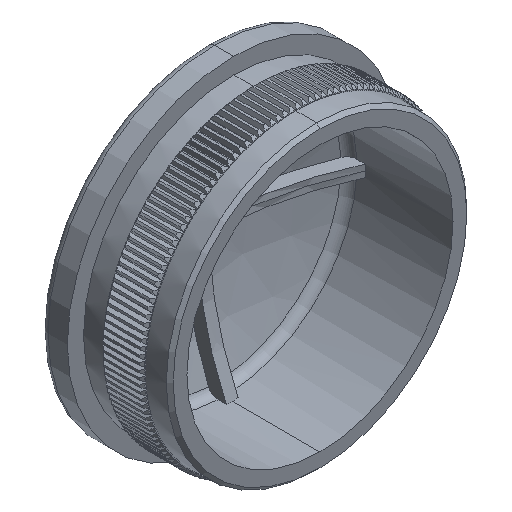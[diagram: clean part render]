
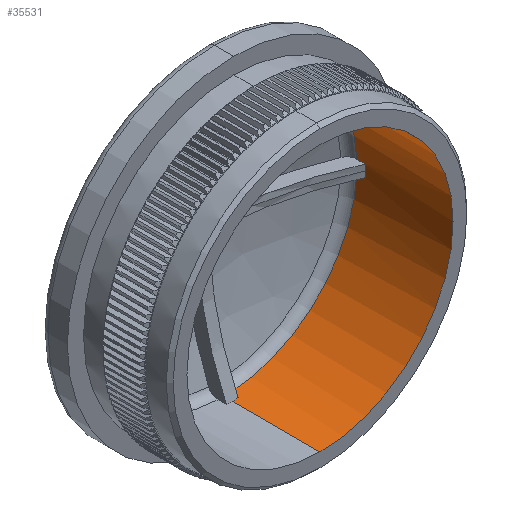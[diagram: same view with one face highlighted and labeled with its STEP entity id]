
A CAD part, isometric view. The second image highlights one B-rep face of the part: STEP entity #35531.
In plain terms, the highlighted cylindrical face has radius 19.3 mm (diameter 38.6 mm), a partial arc.
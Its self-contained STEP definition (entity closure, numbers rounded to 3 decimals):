
#932 = ORIENTED_EDGE ( 'NONE', *, *, #1360, .F. ) ;
#1103 = EDGE_CURVE ( 'NONE', #11177, #27386, #42364, .T. ) ;
#1360 = EDGE_CURVE ( 'NONE', #20731, #2122, #19690, .T. ) ;
#1682 = DIRECTION ( 'NONE',  ( 0., 1., 0. ) ) ;
#2052 = VECTOR ( 'NONE', #23931, 1000. ) ;
#2122 = VERTEX_POINT ( 'NONE', #25607 ) ;
#2320 = AXIS2_PLACEMENT_3D ( 'NONE', #9051, #5528, #25619 ) ;
#2562 = DIRECTION ( 'NONE',  ( 0., 0., -1. ) ) ;
#2867 = VECTOR ( 'NONE', #26014, 1000. ) ;
#3583 = CARTESIAN_POINT ( 'NONE',  ( 0., 18.97, 0. ) ) ;
#3937 = CARTESIAN_POINT ( 'NONE',  ( 0.85, 13.935, 19.281 ) ) ;
#4350 = DIRECTION ( 'NONE',  ( 0., 0., -1. ) ) ;
#4383 = CARTESIAN_POINT ( 'NONE',  ( 0., 12.733, 0. ) ) ;
#4763 = CARTESIAN_POINT ( 'NONE',  ( 0.85, 13.935, -19.281 ) ) ;
#5137 = EDGE_CURVE ( 'NONE', #12982, #13181, #13498, .T. ) ;
#5528 = DIRECTION ( 'NONE',  ( 0., -1., 0. ) ) ;
#5631 = LINE ( 'NONE', #19216, #2867 ) ;
#5700 = CARTESIAN_POINT ( 'NONE',  ( 19.3, 12.733, 0. ) ) ;
#5714 = DIRECTION ( 'NONE',  ( 0., -1., 0. ) ) ;
#6786 = DIRECTION ( 'NONE',  ( 0., 0., -1. ) ) ;
#7091 = AXIS2_PLACEMENT_3D ( 'NONE', #42317, #21556, #4350 ) ;
#7847 = EDGE_CURVE ( 'NONE', #29631, #41978, #25721, .T. ) ;
#8203 = DIRECTION ( 'NONE',  ( 0., -1., 0. ) ) ;
#8351 = VERTEX_POINT ( 'NONE', #4763 ) ;
#8960 = AXIS2_PLACEMENT_3D ( 'NONE', #3583, #23682, #20355 ) ;
#9028 = EDGE_CURVE ( 'NONE', #12982, #8351, #11117, .T. ) ;
#9051 = CARTESIAN_POINT ( 'NONE',  ( 0., 12.733, 0. ) ) ;
#9210 = EDGE_CURVE ( 'NONE', #41978, #27386, #36964, .T. ) ;
#9229 = ORIENTED_EDGE ( 'NONE', *, *, #42437, .T. ) ;
#9591 = ORIENTED_EDGE ( 'NONE', *, *, #14373, .T. ) ;
#9697 = ORIENTED_EDGE ( 'NONE', *, *, #9028, .T. ) ;
#10249 = CARTESIAN_POINT ( 'NONE',  ( 19.281, 21.971, -0.85 ) ) ;
#10269 = EDGE_CURVE ( 'NONE', #39886, #11177, #28277, .T. ) ;
#11117 = CIRCLE ( 'NONE', #36388, 19.3 ) ;
#11177 = VERTEX_POINT ( 'NONE', #40095 ) ;
#11708 = VERTEX_POINT ( 'NONE', #3937 ) ;
#12173 = EDGE_CURVE ( 'NONE', #20517, #2122, #17909, .T. ) ;
#12982 = VERTEX_POINT ( 'NONE', #28193 ) ;
#13047 = EDGE_CURVE ( 'NONE', #39886, #39580, #19984, .T. ) ;
#13145 = ORIENTED_EDGE ( 'NONE', *, *, #1103, .T. ) ;
#13181 = VERTEX_POINT ( 'NONE', #15505 ) ;
#13267 = ORIENTED_EDGE ( 'NONE', *, *, #12173, .T. ) ;
#13498 = LINE ( 'NONE', #10249, #2052 ) ;
#14133 = DIRECTION ( 'NONE',  ( 0., -1., 0. ) ) ;
#14373 = EDGE_CURVE ( 'NONE', #8351, #39580, #37752, .T. ) ;
#15051 = ORIENTED_EDGE ( 'NONE', *, *, #10269, .T. ) ;
#15505 = CARTESIAN_POINT ( 'NONE',  ( 19.281, 12.733, -0.85 ) ) ;
#15862 = VECTOR ( 'NONE', #5714, 1000. ) ;
#15909 = CARTESIAN_POINT ( 'NONE',  ( 0., 0., 0. ) ) ;
#16782 = VECTOR ( 'NONE', #14133, 1000. ) ;
#17909 = LINE ( 'NONE', #39236, #31868 ) ;
#18351 = ORIENTED_EDGE ( 'NONE', *, *, #30775, .F. ) ;
#18368 = CARTESIAN_POINT ( 'NONE',  ( 0., 13.935, 0. ) ) ;
#18406 = DIRECTION ( 'NONE',  ( 0., -1., 0. ) ) ;
#19216 = CARTESIAN_POINT ( 'NONE',  ( 0.85, 21.971, 19.281 ) ) ;
#19351 = DIRECTION ( 'NONE',  ( 0., -1., 0. ) ) ;
#19617 = AXIS2_PLACEMENT_3D ( 'NONE', #4383, #8203, #28946 ) ;
#19690 = CIRCLE ( 'NONE', #2320, 19.3 ) ;
#19984 = CIRCLE ( 'NONE', #7091, 19.3 ) ;
#20355 = DIRECTION ( 'NONE',  ( 0., 0., -1. ) ) ;
#20517 = VERTEX_POINT ( 'NONE', #31919 ) ;
#20731 = VERTEX_POINT ( 'NONE', #5700 ) ;
#21154 = ORIENTED_EDGE ( 'NONE', *, *, #36379, .F. ) ;
#21344 = EDGE_LOOP ( 'NONE', ( #36806, #39980, #21154, #9229, #13267, #932, #18351, #34842, #9697, #9591, #37812, #15051, #13145 ) ) ;
#21363 = CYLINDRICAL_SURFACE ( 'NONE', #8960, 19.3 ) ;
#21556 = DIRECTION ( 'NONE',  ( 0., -1., 0. ) ) ;
#21856 = VECTOR ( 'NONE', #18406, 1000. ) ;
#21898 = CIRCLE ( 'NONE', #39658, 19.3 ) ;
#22725 = DIRECTION ( 'NONE',  ( 0., 0., -1. ) ) ;
#23167 = AXIS2_PLACEMENT_3D ( 'NONE', #15909, #19351, #2562 ) ;
#23601 = CARTESIAN_POINT ( 'NONE',  ( 0., 0., 19.3 ) ) ;
#23682 = DIRECTION ( 'NONE',  ( 0., -1., 0. ) ) ;
#23931 = DIRECTION ( 'NONE',  ( 0., -1., 0. ) ) ;
#24266 = DIRECTION ( 'NONE',  ( 0., -1., 0. ) ) ;
#25607 = CARTESIAN_POINT ( 'NONE',  ( 19.281, 12.733, 0.85 ) ) ;
#25619 = DIRECTION ( 'NONE',  ( 0., 0., -1. ) ) ;
#25721 = CIRCLE ( 'NONE', #19617, 19.3 ) ;
#26014 = DIRECTION ( 'NONE',  ( 0., -1., 0. ) ) ;
#26856 = CARTESIAN_POINT ( 'NONE',  ( 0., 18.97, -19.3 ) ) ;
#27386 = VERTEX_POINT ( 'NONE', #23601 ) ;
#27507 = CARTESIAN_POINT ( 'NONE',  ( 0.85, 12.733, 19.281 ) ) ;
#28193 = CARTESIAN_POINT ( 'NONE',  ( 19.281, 13.935, -0.85 ) ) ;
#28277 = LINE ( 'NONE', #26856, #15862 ) ;
#28383 = FACE_OUTER_BOUND ( 'NONE', #21344, .T. ) ;
#28946 = DIRECTION ( 'NONE',  ( 0., 0., -1. ) ) ;
#29631 = VERTEX_POINT ( 'NONE', #27507 ) ;
#30775 = EDGE_CURVE ( 'NONE', #13181, #20731, #32771, .T. ) ;
#31868 = VECTOR ( 'NONE', #42988, 1000. ) ;
#31919 = CARTESIAN_POINT ( 'NONE',  ( 19.281, 13.935, 0.85 ) ) ;
#32221 = CARTESIAN_POINT ( 'NONE',  ( 0., 18.97, 19.3 ) ) ;
#32771 = CIRCLE ( 'NONE', #35994, 19.3 ) ;
#34727 = CARTESIAN_POINT ( 'NONE',  ( 0.85, 21.971, -19.281 ) ) ;
#34842 = ORIENTED_EDGE ( 'NONE', *, *, #5137, .F. ) ;
#35531 = ADVANCED_FACE ( 'NONE', ( #28383 ), #21363, .F. ) ;
#35994 = AXIS2_PLACEMENT_3D ( 'NONE', #41115, #24266, #6786 ) ;
#36313 = CARTESIAN_POINT ( 'NONE',  ( 0., 12.733, 19.3 ) ) ;
#36379 = EDGE_CURVE ( 'NONE', #11708, #29631, #5631, .T. ) ;
#36388 = AXIS2_PLACEMENT_3D ( 'NONE', #18368, #1682, #39146 ) ;
#36806 = ORIENTED_EDGE ( 'NONE', *, *, #9210, .F. ) ;
#36964 = LINE ( 'NONE', #32221, #21856 ) ;
#37232 = CARTESIAN_POINT ( 'NONE',  ( 0., 13.935, 0. ) ) ;
#37752 = LINE ( 'NONE', #34727, #16782 ) ;
#37812 = ORIENTED_EDGE ( 'NONE', *, *, #13047, .F. ) ;
#39146 = DIRECTION ( 'NONE',  ( 0., 0., -1. ) ) ;
#39236 = CARTESIAN_POINT ( 'NONE',  ( 19.281, 21.971, 0.85 ) ) ;
#39580 = VERTEX_POINT ( 'NONE', #40698 ) ;
#39658 = AXIS2_PLACEMENT_3D ( 'NONE', #37232, #39753, #22725 ) ;
#39753 = DIRECTION ( 'NONE',  ( 0., 1., 0. ) ) ;
#39886 = VERTEX_POINT ( 'NONE', #43224 ) ;
#39980 = ORIENTED_EDGE ( 'NONE', *, *, #7847, .F. ) ;
#40095 = CARTESIAN_POINT ( 'NONE',  ( 0., 0., -19.3 ) ) ;
#40698 = CARTESIAN_POINT ( 'NONE',  ( 0.85, 12.733, -19.281 ) ) ;
#41115 = CARTESIAN_POINT ( 'NONE',  ( 0., 12.733, 0. ) ) ;
#41978 = VERTEX_POINT ( 'NONE', #36313 ) ;
#42317 = CARTESIAN_POINT ( 'NONE',  ( 0., 12.733, 0. ) ) ;
#42364 = CIRCLE ( 'NONE', #23167, 19.3 ) ;
#42437 = EDGE_CURVE ( 'NONE', #11708, #20517, #21898, .T. ) ;
#42988 = DIRECTION ( 'NONE',  ( 0., -1., 0. ) ) ;
#43224 = CARTESIAN_POINT ( 'NONE',  ( 0., 12.733, -19.3 ) ) ;
